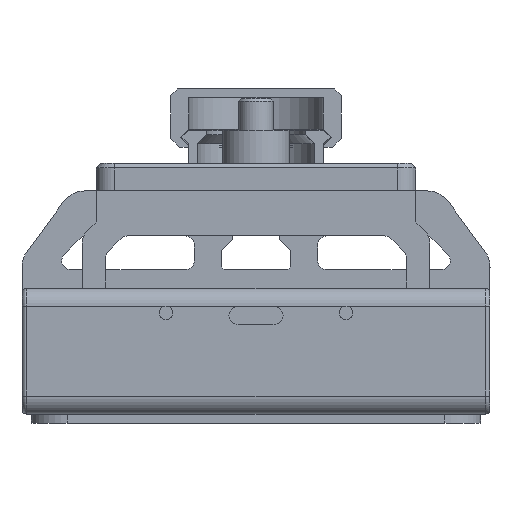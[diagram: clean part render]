
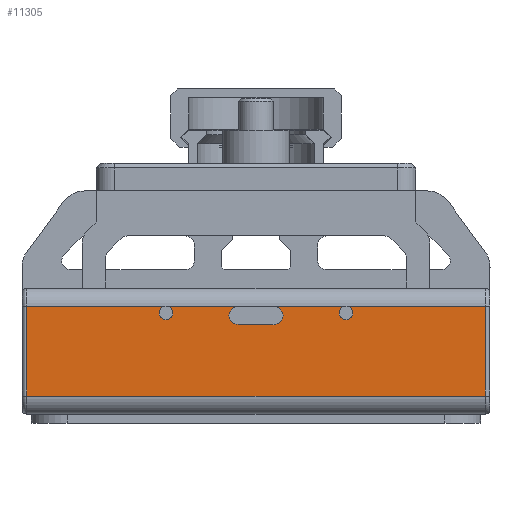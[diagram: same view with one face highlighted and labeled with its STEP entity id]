
A CAD part, left-side view. The second image highlights one B-rep face of the part: STEP entity #11305.
In plain terms, the highlighted planar face has unit normal (-1, 0, 0).
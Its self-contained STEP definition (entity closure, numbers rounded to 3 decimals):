
#373=FACE_BOUND('',#1941,.T.);
#682=CIRCLE('',#12266,2.);
#685=CIRCLE('',#12271,1.5);
#686=CIRCLE('',#12272,1.5);
#687=CIRCLE('',#12274,1.5);
#688=CIRCLE('',#12275,1.5);
#689=CIRCLE('',#12277,2.);
#1256=FACE_OUTER_BOUND('',#1940,.T.);
#1940=EDGE_LOOP('',(#9593,#9594,#9595,#9596,#9597,#9598,#9599,#9600,#9601,
#9602));
#1941=EDGE_LOOP('',(#9603,#9604,#9605,#9606));
#3021=LINE('',#18231,#4231);
#3051=LINE('',#18307,#4261);
#3052=LINE('',#18311,#4262);
#3053=LINE('',#18312,#4263);
#3054=LINE('',#18313,#4264);
#3055=LINE('',#18315,#4265);
#3056=LINE('',#18317,#4266);
#3057=LINE('',#18318,#4267);
#4231=VECTOR('',#14897,10.);
#4261=VECTOR('',#14955,10.);
#4262=VECTOR('',#14958,10.);
#4263=VECTOR('',#14959,10.);
#4264=VECTOR('',#14960,10.);
#4265=VECTOR('',#14961,10.);
#4266=VECTOR('',#14962,10.);
#4267=VECTOR('',#14963,10.);
#5317=VERTEX_POINT('',#18228);
#5318=VERTEX_POINT('',#18230);
#5319=VERTEX_POINT('',#18234);
#5346=VERTEX_POINT('',#18291);
#5347=VERTEX_POINT('',#18292);
#5348=VERTEX_POINT('',#18297);
#5349=VERTEX_POINT('',#18298);
#5350=VERTEX_POINT('',#18303);
#5351=VERTEX_POINT('',#18309);
#5352=VERTEX_POINT('',#18310);
#5353=VERTEX_POINT('',#18314);
#5354=VERTEX_POINT('',#18316);
#6766=EDGE_CURVE('',#5318,#5317,#3021,.T.);
#6769=EDGE_CURVE('',#5317,#5319,#682,.T.);
#6796=EDGE_CURVE('',#5346,#5347,#685,.T.);
#6797=EDGE_CURVE('',#5347,#5346,#686,.T.);
#6799=EDGE_CURVE('',#5348,#5349,#687,.T.);
#6800=EDGE_CURVE('',#5349,#5348,#688,.T.);
#6802=EDGE_CURVE('',#5350,#5318,#689,.T.);
#6804=EDGE_CURVE('',#5319,#5350,#3051,.T.);
#6805=EDGE_CURVE('',#5351,#5352,#3052,.T.);
#6806=EDGE_CURVE('',#5352,#5348,#3053,.T.);
#6807=EDGE_CURVE('',#5348,#5346,#3054,.T.);
#6808=EDGE_CURVE('',#5346,#5353,#3055,.T.);
#6809=EDGE_CURVE('',#5353,#5354,#3056,.T.);
#6810=EDGE_CURVE('',#5354,#5351,#3057,.T.);
#9593=ORIENTED_EDGE('',*,*,#6805,.T.);
#9594=ORIENTED_EDGE('',*,*,#6806,.T.);
#9595=ORIENTED_EDGE('',*,*,#6799,.T.);
#9596=ORIENTED_EDGE('',*,*,#6800,.T.);
#9597=ORIENTED_EDGE('',*,*,#6807,.T.);
#9598=ORIENTED_EDGE('',*,*,#6796,.T.);
#9599=ORIENTED_EDGE('',*,*,#6797,.T.);
#9600=ORIENTED_EDGE('',*,*,#6808,.T.);
#9601=ORIENTED_EDGE('',*,*,#6809,.T.);
#9602=ORIENTED_EDGE('',*,*,#6810,.T.);
#9603=ORIENTED_EDGE('',*,*,#6804,.T.);
#9604=ORIENTED_EDGE('',*,*,#6802,.T.);
#9605=ORIENTED_EDGE('',*,*,#6766,.T.);
#9606=ORIENTED_EDGE('',*,*,#6769,.T.);
#10772=PLANE('',#12279);
#11305=ADVANCED_FACE('',(#1256,#373),#10772,.F.);
#12266=AXIS2_PLACEMENT_3D('',#18236,#14902,#14903);
#12271=AXIS2_PLACEMENT_3D('',#18293,#14936,#14937);
#12272=AXIS2_PLACEMENT_3D('',#18294,#14938,#14939);
#12274=AXIS2_PLACEMENT_3D('',#18299,#14943,#14944);
#12275=AXIS2_PLACEMENT_3D('',#18300,#14945,#14946);
#12277=AXIS2_PLACEMENT_3D('',#18304,#14950,#14951);
#12279=AXIS2_PLACEMENT_3D('',#18308,#14956,#14957);
#14897=DIRECTION('',(0.,-1.,0.));
#14902=DIRECTION('center_axis',(1.,0.,0.));
#14903=DIRECTION('ref_axis',(0.,0.,-1.));
#14936=DIRECTION('center_axis',(1.,0.,0.));
#14937=DIRECTION('ref_axis',(0.,-1.,0.));
#14938=DIRECTION('center_axis',(1.,0.,0.));
#14939=DIRECTION('ref_axis',(0.,-1.,0.));
#14943=DIRECTION('center_axis',(1.,0.,0.));
#14944=DIRECTION('ref_axis',(0.,-1.,0.));
#14945=DIRECTION('center_axis',(1.,0.,0.));
#14946=DIRECTION('ref_axis',(0.,-1.,0.));
#14950=DIRECTION('center_axis',(1.,0.,0.));
#14951=DIRECTION('ref_axis',(0.,0.,1.));
#14955=DIRECTION('',(0.,1.,0.));
#14956=DIRECTION('center_axis',(1.,0.,0.));
#14957=DIRECTION('ref_axis',(0.,0.,-1.));
#14958=DIRECTION('',(0.,0.,1.));
#14959=DIRECTION('',(0.,1.,0.));
#14960=DIRECTION('',(0.,1.,0.));
#14961=DIRECTION('',(0.,1.,0.));
#14962=DIRECTION('',(0.,0.,-1.));
#14963=DIRECTION('',(0.,-1.,0.));
#18228=CARTESIAN_POINT('',(-61.,-4.,-8.4));
#18230=CARTESIAN_POINT('',(-61.,4.,-8.4));
#18231=CARTESIAN_POINT('',(-61.,2.,-8.4));
#18234=CARTESIAN_POINT('',(-61.,-4.,-12.4));
#18236=CARTESIAN_POINT('Origin',(-61.,-4.,-10.4));
#18291=CARTESIAN_POINT('',(-61.,20.,-8.3));
#18292=CARTESIAN_POINT('',(-61.,21.5,-9.8));
#18293=CARTESIAN_POINT('Origin',(-61.,20.,-9.8));
#18294=CARTESIAN_POINT('Origin',(-61.,20.,-9.8));
#18297=CARTESIAN_POINT('',(-61.,-20.,-8.3));
#18298=CARTESIAN_POINT('',(-61.,-18.5,-9.8));
#18299=CARTESIAN_POINT('Origin',(-61.,-20.,-9.8));
#18300=CARTESIAN_POINT('Origin',(-61.,-20.,-9.8));
#18303=CARTESIAN_POINT('',(-61.,4.,-12.4));
#18304=CARTESIAN_POINT('Origin',(-61.,4.,-10.4));
#18307=CARTESIAN_POINT('',(-61.,-2.,-12.4));
#18308=CARTESIAN_POINT('Origin',(-61.,0.,
-18.3));
#18309=CARTESIAN_POINT('',(-61.,-51.,-28.3));
#18310=CARTESIAN_POINT('',(-61.,-51.,-8.3));
#18311=CARTESIAN_POINT('',(-61.,-51.,-11.3));
#18312=CARTESIAN_POINT('',(-61.,26.,-8.3));
#18313=CARTESIAN_POINT('',(-61.,26.,-8.3));
#18314=CARTESIAN_POINT('',(-61.,51.,-8.3));
#18315=CARTESIAN_POINT('',(-61.,26.,-8.3));
#18316=CARTESIAN_POINT('',(-61.,51.,-28.3));
#18317=CARTESIAN_POINT('',(-61.,51.,-25.3));
#18318=CARTESIAN_POINT('',(-61.,-26.,-28.3));
